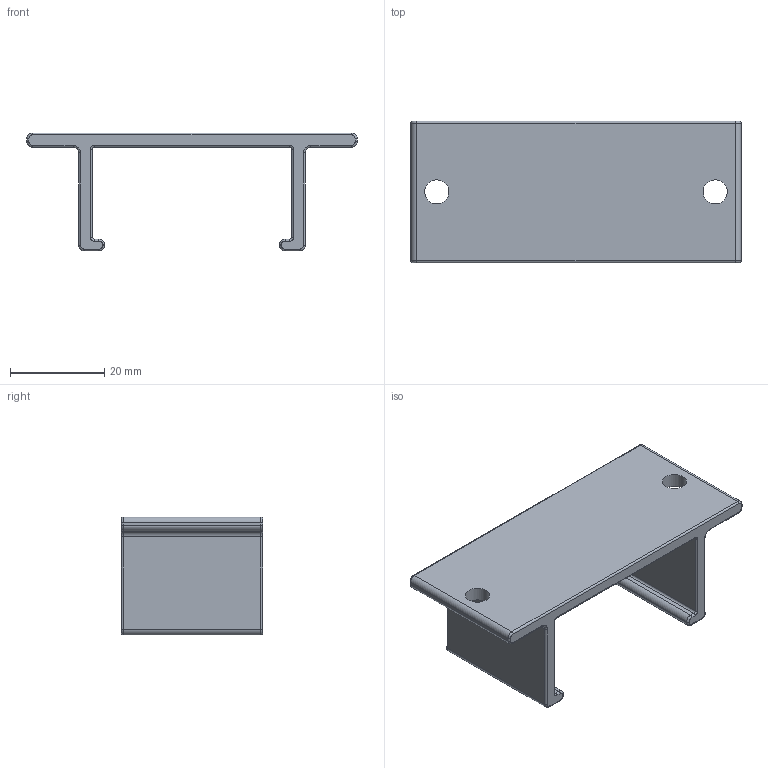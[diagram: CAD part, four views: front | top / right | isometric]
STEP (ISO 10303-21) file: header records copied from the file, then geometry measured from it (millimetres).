
FILE_DESCRIPTION(/* description */ (''),/* implementation_level */ '2;1');
FILE_NAME(/* name */ 'Chassis_DSUB15_hook.step',/* time_stamp */ '2023-02-04T10:22:00+01:00',/* author */ (''),/* organization */ (''),/* preprocessor_version */ 'ST-DEVELOPER v19.2',/* originating_system */ 'Autodesk Translation Framework v11.17.0.187',/* authorisation */ '');
FILE_SCHEMA (('AUTOMOTIVE_DESIGN { 1 0 10303 214 3 1 1 }'));
Length unit declared in the file: millimetre
Products named in the file (1): Chassis_DSUB15_hook
Bounding box: 70 x 30 x 25 mm (x, y, z)
Volume: 10243.8 mm3; surface area: 7751.4 mm2
Topology: 1 solids, 1 shells, 100 faces, 230 edges, 132 vertices
Faces by surface type: cylinder 50, torus 32, plane 18
Full cylindrical faces by diameter (mm): 5.1 x2
Entity records: 2862 total; most frequent: DIRECTION 564, CARTESIAN_POINT 463, ORIENTED_EDGE 460, AXIS2_PLACEMENT_3D 233, EDGE_CURVE 230, CIRCLE 132, VERTEX_POINT 132, EDGE_LOOP 104
